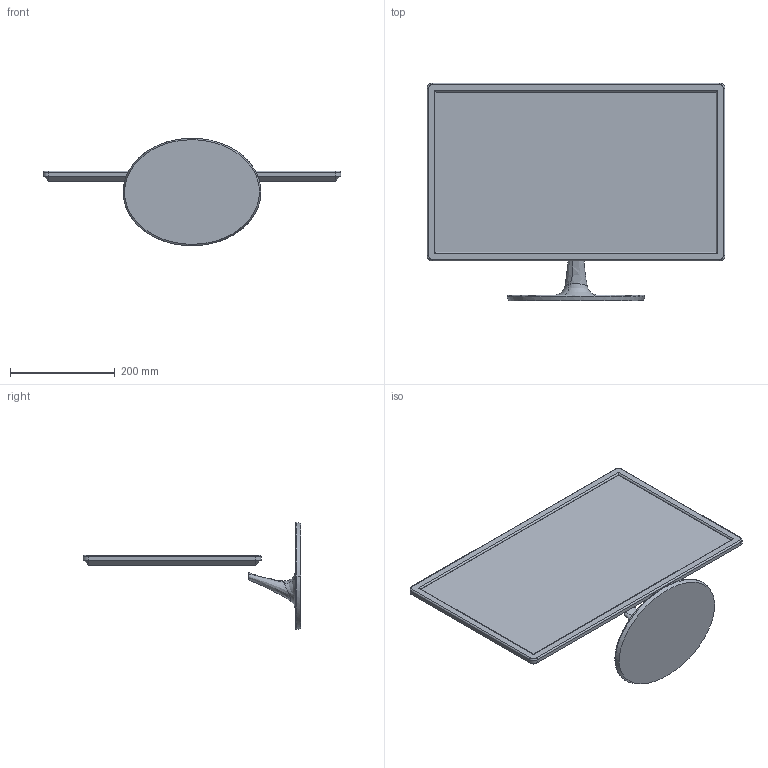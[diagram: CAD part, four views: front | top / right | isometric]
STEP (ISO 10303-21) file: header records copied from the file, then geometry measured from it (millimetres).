
FILE_DESCRIPTION (( 'STEP AP203' ), '1' );
FILE_NAME ('MONITOR_REV_.step', '2025-08-17T04:47:30', ( '' ), ( '' ), 'SwSTEP 2.0', 'SolidWorks 2024', '' );
FILE_SCHEMA (( 'CONFIG_CONTROL_DESIGN' ));
Length unit declared in the file: millimetre
Products named in the file (1): MONITOR_REV_
Bounding box: 570 x 416 x 205.54 mm (x, y, z)
Volume: 3679458.5 mm3; surface area: 510951.5 mm2
Topology: 2 solids, 2 shells, 62 faces, 135 edges, 77 vertices
Faces by surface type: cylinder 22, plane 18, torus 8, bspline 8, cone 4, sphere 2
Entity records: 3723 total; most frequent: CARTESIAN_POINT 2376, ORIENTED_EDGE 266, DIRECTION 256, EDGE_CURVE 133, AXIS2_PLACEMENT_3D 97, VERTEX_POINT 77, EDGE_LOOP 64, VECTOR 62
